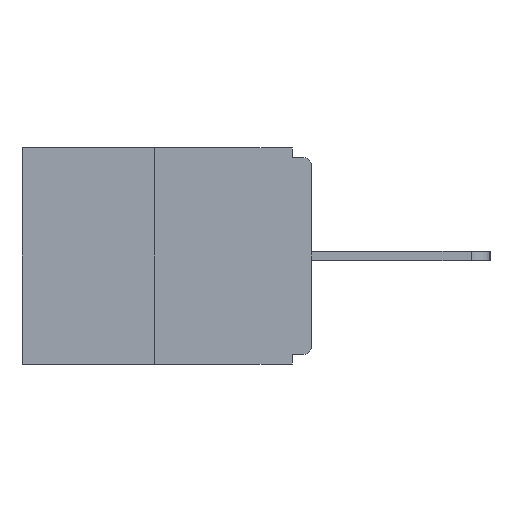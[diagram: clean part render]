
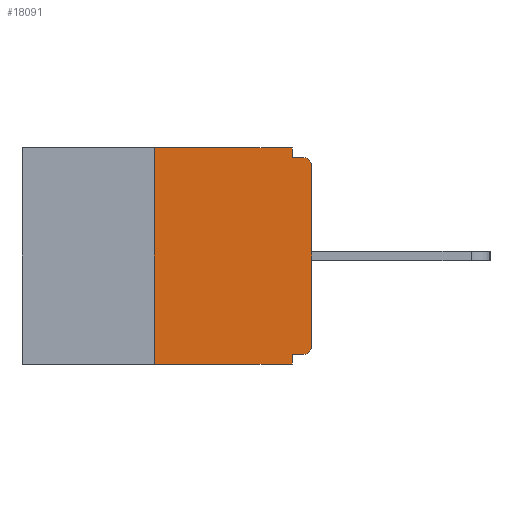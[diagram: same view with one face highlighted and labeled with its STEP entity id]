
A CAD part, left-side view. The second image highlights one B-rep face of the part: STEP entity #18091.
In plain terms, the highlighted planar face has unit normal (-1, 0, 0).
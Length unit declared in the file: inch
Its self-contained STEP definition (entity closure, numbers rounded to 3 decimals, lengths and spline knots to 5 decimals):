
#95 = ORIENTED_EDGE ( 'NONE', *, *, #1192, .T. ) ;
#719 = ORIENTED_EDGE ( 'NONE', *, *, #18752, .T. ) ;
#1171 = CARTESIAN_POINT ( 'NONE',  ( 0., 0.46, 0. ) ) ;
#1192 = EDGE_CURVE ( 'NONE', #6868, #19896, #18995, .T. ) ;
#1420 = EDGE_CURVE ( 'NONE', #15467, #18097, #13889, .T. ) ;
#1513 = CARTESIAN_POINT ( 'NONE',  ( 0., 0.031, 0. ) ) ;
#1589 = DIRECTION ( 'NONE',  ( 0., 0., 1. ) ) ;
#1942 = VECTOR ( 'NONE', #16697, 39.37008 ) ;
#2036 = DIRECTION ( 'NONE',  ( -1., 0., 0. ) ) ;
#2266 = ORIENTED_EDGE ( 'NONE', *, *, #19355, .F. ) ;
#2313 = DIRECTION ( 'NONE',  ( -1., 0., 0. ) ) ;
#2453 = AXIS2_PLACEMENT_3D ( 'NONE', #6716, #13352, #12394 ) ;
#2562 = LINE ( 'NONE', #9604, #1942 ) ;
#3689 = EDGE_CURVE ( 'NONE', #15907, #15793, #10483, .T. ) ;
#3695 = DIRECTION ( 'NONE',  ( 0., 0., -1. ) ) ;
#3726 = LINE ( 'NONE', #14253, #9108 ) ;
#4036 = DIRECTION ( 'NONE',  ( 0., 0., -1. ) ) ;
#4329 = LINE ( 'NONE', #1513, #19172 ) ;
#4431 = CARTESIAN_POINT ( 'NONE',  ( 0., 0.25, 0. ) ) ;
#4590 = EDGE_LOOP ( 'NONE', ( #15235, #14993, #14877, #11566, #7931, #719, #22603, #95, #2266, #9927 ) ) ;
#5312 = VECTOR ( 'NONE', #10424, 39.37008 ) ;
#5354 = DIRECTION ( 'NONE',  ( 0., -1., 0. ) ) ;
#5370 = DIRECTION ( 'NONE',  ( 0., 0., -1. ) ) ;
#5483 = VECTOR ( 'NONE', #1589, 39.37008 ) ;
#6269 = PLANE ( 'NONE',  #2453 ) ;
#6716 = CARTESIAN_POINT ( 'NONE',  ( 0., 0.46, 0. ) ) ;
#6868 = VERTEX_POINT ( 'NONE', #15932 ) ;
#6872 = VECTOR ( 'NONE', #3695, 39.37008 ) ;
#6873 = CARTESIAN_POINT ( 'NONE',  ( 0., 0.015, -0.03 ) ) ;
#7931 = ORIENTED_EDGE ( 'NONE', *, *, #1420, .F. ) ;
#7935 = CARTESIAN_POINT ( 'NONE',  ( 0., 0., -0.313 ) ) ;
#8451 = VECTOR ( 'NONE', #13216, 39.37008 ) ;
#8909 = DIRECTION ( 'NONE',  ( 0., -1., 0. ) ) ;
#9108 = VECTOR ( 'NONE', #8909, 39.37008 ) ;
#9116 = CARTESIAN_POINT ( 'NONE',  ( 0., 0.015, -0.015 ) ) ;
#9526 = CARTESIAN_POINT ( 'NONE',  ( 0., 0.015, -0.328 ) ) ;
#9604 = CARTESIAN_POINT ( 'NONE',  ( 0., 0., 0. ) ) ;
#9797 = VECTOR ( 'NONE', #5354, 39.37008 ) ;
#9927 = ORIENTED_EDGE ( 'NONE', *, *, #20833, .F. ) ;
#10343 = EDGE_CURVE ( 'NONE', #12013, #6868, #2562, .T. ) ;
#10424 = DIRECTION ( 'NONE',  ( 0., 1., 0. ) ) ;
#10452 = CARTESIAN_POINT ( 'NONE',  ( 0., 0.031, -0.328 ) ) ;
#10483 = LINE ( 'NONE', #17544, #9797 ) ;
#10675 = CARTESIAN_POINT ( 'NONE',  ( 0., 0.031, -0.343 ) ) ;
#11566 = ORIENTED_EDGE ( 'NONE', *, *, #18621, .F. ) ;
#11701 = VERTEX_POINT ( 'NONE', #4431 ) ;
#11991 = CARTESIAN_POINT ( 'NONE',  ( 0., 0.031, 0. ) ) ;
#12013 = VERTEX_POINT ( 'NONE', #7935 ) ;
#12143 = LINE ( 'NONE', #19529, #6872 ) ;
#12394 = DIRECTION ( 'NONE',  ( 0., 0., -1. ) ) ;
#13216 = DIRECTION ( 'NONE',  ( 0., -1., 0. ) ) ;
#13352 = DIRECTION ( 'NONE',  ( 1., 0., 0. ) ) ;
#13508 = LINE ( 'NONE', #18838, #5483 ) ;
#13889 = LINE ( 'NONE', #17246, #5312 ) ;
#14221 = EDGE_CURVE ( 'NONE', #11701, #16500, #16813, .T. ) ;
#14253 = CARTESIAN_POINT ( 'NONE',  ( 0., 0., -0.015 ) ) ;
#14877 = ORIENTED_EDGE ( 'NONE', *, *, #3689, .T. ) ;
#14993 = ORIENTED_EDGE ( 'NONE', *, *, #21207, .F. ) ;
#15235 = ORIENTED_EDGE ( 'NONE', *, *, #14221, .F. ) ;
#15467 = VERTEX_POINT ( 'NONE', #9526 ) ;
#15540 = FACE_OUTER_BOUND ( 'NONE', #4590, .T. ) ;
#15793 = VERTEX_POINT ( 'NONE', #10675 ) ;
#15907 = VERTEX_POINT ( 'NONE', #20141 ) ;
#15932 = CARTESIAN_POINT ( 'NONE',  ( 0., 0., -0.03 ) ) ;
#16500 = VERTEX_POINT ( 'NONE', #11991 ) ;
#16697 = DIRECTION ( 'NONE',  ( 0., 0., 1. ) ) ;
#16813 = LINE ( 'NONE', #1171, #8451 ) ;
#17246 = CARTESIAN_POINT ( 'NONE',  ( 0., 0., -0.328 ) ) ;
#17544 = CARTESIAN_POINT ( 'NONE',  ( 0., 0.46, -0.343 ) ) ;
#18091 = ADVANCED_FACE ( 'NONE', ( #15540 ), #6269, .F. ) ;
#18097 = VERTEX_POINT ( 'NONE', #10452 ) ;
#18621 = EDGE_CURVE ( 'NONE', #18097, #15793, #12143, .T. ) ;
#18752 = EDGE_CURVE ( 'NONE', #15467, #12013, #21647, .T. ) ;
#18838 = CARTESIAN_POINT ( 'NONE',  ( 0., 0.25, 0. ) ) ;
#18995 = CIRCLE ( 'NONE', #20818, 0.015 ) ;
#19172 = VECTOR ( 'NONE', #21907, 39.37008 ) ;
#19355 = EDGE_CURVE ( 'NONE', #21565, #19896, #3726, .T. ) ;
#19529 = CARTESIAN_POINT ( 'NONE',  ( 0., 0.031, -0.343 ) ) ;
#19896 = VERTEX_POINT ( 'NONE', #9116 ) ;
#20141 = CARTESIAN_POINT ( 'NONE',  ( 0., 0.25, -0.343 ) ) ;
#20818 = AXIS2_PLACEMENT_3D ( 'NONE', #6873, #2036, #5370 ) ;
#20833 = EDGE_CURVE ( 'NONE', #16500, #21565, #4329, .T. ) ;
#20916 = AXIS2_PLACEMENT_3D ( 'NONE', #21608, #2313, #4036 ) ;
#21207 = EDGE_CURVE ( 'NONE', #15907, #11701, #13508, .T. ) ;
#21565 = VERTEX_POINT ( 'NONE', #21964 ) ;
#21608 = CARTESIAN_POINT ( 'NONE',  ( 0., 0.015, -0.313 ) ) ;
#21647 = CIRCLE ( 'NONE', #20916, 0.015 ) ;
#21907 = DIRECTION ( 'NONE',  ( 0., 0., -1. ) ) ;
#21964 = CARTESIAN_POINT ( 'NONE',  ( 0., 0.031, -0.015 ) ) ;
#22603 = ORIENTED_EDGE ( 'NONE', *, *, #10343, .T. ) ;
